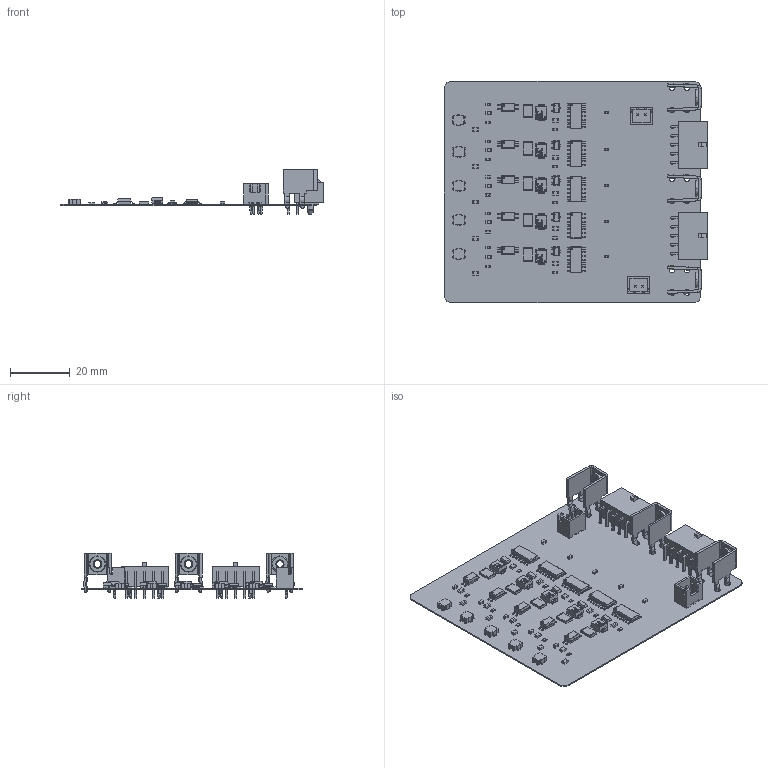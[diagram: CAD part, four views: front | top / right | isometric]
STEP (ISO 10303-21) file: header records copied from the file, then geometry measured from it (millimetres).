
FILE_DESCRIPTION(('Open CASCADE Model'),'2;1');
FILE_NAME('Open CASCADE Shape Model','2024-04-01T22:00:53',('Author'),( 'Open CASCADE'),'Open CASCADE STEP processor 6.8','Open CASCADE 6.8' ,'Unknown');
FILE_SCHEMA(('AUTOMOTIVE_DESIGN { 1 0 10303 214 1 1 1 1 }'));
Length unit declared in the file: millimetre
Products named in the file (106): PCB; Board; Open CASCADE STEP translator 6.8 2.1.1; J3; 7232191456; J2; J1; S1_U5; 6004959264; Body; Pins; S1_U4; S1_U3; S1_U2; S1_U1; Thermal; 6004957184; Open CASCADE STEP translator 6.8 2.10.1.1; Open CASCADE STEP translator 6.8 2.10.1.2; Power; U1_U5; 6004958464; PinsArrayLR; U1_U4; U1_U3; U1_U2; U1_U1; Tx; 6004958224; Rx; 6004958304; R23_U5; 6004958864; R23_U4; R23_U3; R23_U2; R23_U1; R19_U5; R19_U4; R19_U3 ...
Assembly tree (163 placements, depth 4):
  PCB
    Board
      Open CASCADE STEP translator 6.8 2.1.1
    J3
      7232191456
    J2
      7232191456
    J1
      7232191456
    S1_U5
      6004959264
        Body
        Pins
    S1_U4
      6004959264
        Body
        Pins
    S1_U3
      6004959264
        Body
        Pins
    S1_U2
      6004959264
        Body
        Pins
    S1_U1
      6004959264
        Body
        Pins
    Thermal
      6004957184
        Open CASCADE STEP translator 6.8 2.10.1.1
        Open CASCADE STEP translator 6.8 2.10.1.2
    Power
      6004957184
        Open CASCADE STEP translator 6.8 2.10.1.1
        Open CASCADE STEP translator 6.8 2.10.1.2
    U1_U5
      6004958464
        Body
        PinsArrayLR
    U1_U4
      6004958464
        Body
        PinsArrayLR
    U1_U3
      6004958464
        Body
        PinsArrayLR
    U1_U2
      6004958464
        Body
        PinsArrayLR
    U1_U1
      6004958464
        Body
        PinsArrayLR
    Tx
      6004958224
    Rx
Bounding box: 88.27 x 74.3 x 15.13 mm (x, y, z)
Volume: 6143.1 mm3; surface area: 20311.4 mm2
Topology: 277 solids, 277 shells, 4381 faces, 11198 edges, 7495 vertices
Faces by surface type: plane 3427, cylinder 858, sphere 80, torus 6, bspline 6, cone 4
Full cylindrical faces by diameter (mm): 0.155 x5, 0.487 x5, 0.55 x5, 1.02 x20, 1.05 x4, 1.95 x12, 3 x4
Entity records: 38606 total; most frequent: CARTESIAN_POINT 6874, ORIENTED_EDGE 5836, DIRECTION 5769, EDGE_CURVE 2918, LINE 2383, VECTOR 2383, VERTEX_POINT 1941, AXIS2_PLACEMENT_3D 1693
